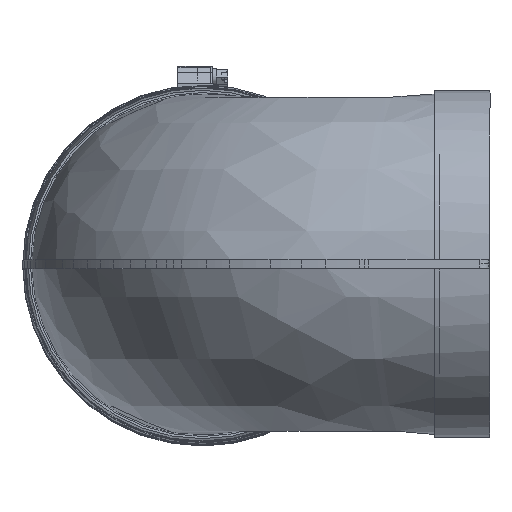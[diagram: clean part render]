
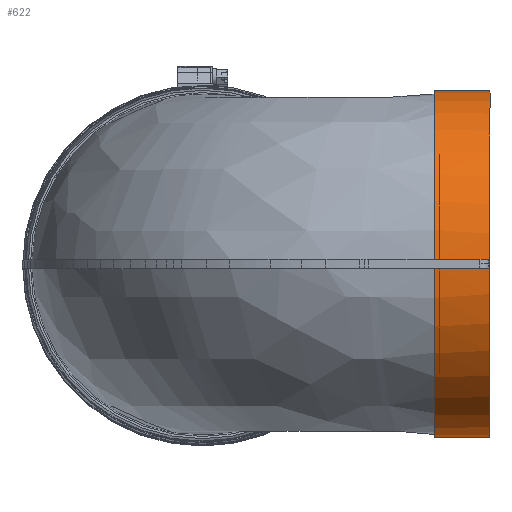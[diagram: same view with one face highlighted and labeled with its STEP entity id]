
A CAD part, top view. The second image highlights one B-rep face of the part: STEP entity #622.
In plain terms, the highlighted cylindrical face has radius 78.5 mm (diameter 157 mm), a partial arc.
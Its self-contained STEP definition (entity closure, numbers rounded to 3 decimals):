
#622=ADVANCED_FACE('',(#1104),#1105,.T.);
#1104=FACE_OUTER_BOUND('',#1933,.T.);
#1105=CYLINDRICAL_SURFACE('',#1934,78.5);
#1933=EDGE_LOOP('',(#11076,#11077,#11078,#11079,#11080,#11081,#11082,#11083,#11084,#11085));
#1934=AXIS2_PLACEMENT_3D('',#11086,#11087,#11088);
#11076=ORIENTED_EDGE('',*,*,#14082,.F.);
#11077=ORIENTED_EDGE('',*,*,#14083,.T.);
#11078=ORIENTED_EDGE('',*,*,#14084,.T.);
#11079=ORIENTED_EDGE('',*,*,#14085,.F.);
#11080=ORIENTED_EDGE('',*,*,#14086,.F.);
#11081=ORIENTED_EDGE('',*,*,#14087,.F.);
#11082=ORIENTED_EDGE('',*,*,#14088,.F.);
#11083=ORIENTED_EDGE('',*,*,#14089,.T.);
#11084=ORIENTED_EDGE('',*,*,#14090,.T.);
#11085=ORIENTED_EDGE('',*,*,#14091,.T.);
#11086=CARTESIAN_POINT('',(130.0,0.,83.432));
#11087=DIRECTION('',(1.0,0.0,-0.0));
#11088=DIRECTION('',(0.0,-1.0,0.0));
#14082=EDGE_CURVE('',#15041,#15042,#15043,.T.);
#14083=EDGE_CURVE('',#15041,#15044,#15045,.T.);
#14084=EDGE_CURVE('',#15044,#15046,#15047,.T.);
#14085=EDGE_CURVE('',#15048,#15046,#15049,.T.);
#14086=EDGE_CURVE('',#15050,#15048,#15051,.T.);
#14087=EDGE_CURVE('',#15052,#15050,#15053,.T.);
#14088=EDGE_CURVE('',#15054,#15052,#15055,.T.);
#14089=EDGE_CURVE('',#15054,#15056,#15057,.T.);
#14090=EDGE_CURVE('',#15056,#15058,#15059,.T.);
#14091=EDGE_CURVE('',#15058,#15042,#15060,.T.);
#15041=VERTEX_POINT('',#16552);
#15042=VERTEX_POINT('',#16553);
#15043=LINE('',#16554,#16555);
#15044=VERTEX_POINT('',#16556);
#15045=CIRCLE('',#16557,78.5);
#15046=VERTEX_POINT('',#16558);
#15047=CIRCLE('',#16559,78.5);
#15048=VERTEX_POINT('',#16560);
#15049=LINE('',#16561,#16562);
#15050=VERTEX_POINT('',#16563);
#15051=CIRCLE('',#16564,78.5);
#15052=VERTEX_POINT('',#16565);
#15053=LINE('',#16566,#16567);
#15054=VERTEX_POINT('',#16568);
#15055=CIRCLE('',#16569,78.5);
#15056=VERTEX_POINT('',#16570);
#15057=CIRCLE('',#16571,78.5);
#15058=VERTEX_POINT('',#16572);
#15059=LINE('',#16573,#16574);
#15060=CIRCLE('',#16575,78.5);
#16552=CARTESIAN_POINT('',(130.0,-78.5,83.432));
#16553=CARTESIAN_POINT('',(105.0,-78.5,83.432));
#16554=CARTESIAN_POINT('',(130.0,-78.5,83.432));
#16555=VECTOR('',#20068,1.0);
#16556=CARTESIAN_POINT('',(130.0,0.,161.932));
#16557=AXIS2_PLACEMENT_3D('',#20069,#20070,#20071);
#16558=CARTESIAN_POINT('',(130.0,78.5,83.432));
#16559=AXIS2_PLACEMENT_3D('',#20072,#20073,#20074);
#16560=CARTESIAN_POINT('',(105.0,78.5,83.432));
#16561=CARTESIAN_POINT('',(130.0,78.5,83.432));
#16562=VECTOR('',#20075,1.0);
#16563=CARTESIAN_POINT('',(105.0,2.,161.906));
#16564=AXIS2_PLACEMENT_3D('',#20076,#20077,#20078);
#16565=CARTESIAN_POINT('',(129.5,2.,161.906));
#16566=CARTESIAN_POINT('',(117.25,2.,161.906));
#16567=VECTOR('',#20079,1.0);
#16568=CARTESIAN_POINT('',(129.5,0.,161.932));
#16569=AXIS2_PLACEMENT_3D('',#20080,#20081,#20082);
#16570=CARTESIAN_POINT('',(129.5,-2.,161.906));
#16571=AXIS2_PLACEMENT_3D('',#20083,#20084,#20085);
#16572=CARTESIAN_POINT('',(105.0,-2.,161.906));
#16573=CARTESIAN_POINT('',(117.25,-2.,161.906));
#16574=VECTOR('',#20086,1.0);
#16575=AXIS2_PLACEMENT_3D('',#20087,#20088,#20089);
#20068=DIRECTION('',(-1.0,-0.0,0.0));
#20069=CARTESIAN_POINT('',(130.0,0.,83.432));
#20070=DIRECTION('',(-1.0,0.,0.));
#20071=DIRECTION('',(0.,-1.0,0.));
#20072=CARTESIAN_POINT('',(130.0,0.,83.432));
#20073=DIRECTION('',(-1.0,0.,0.));
#20074=DIRECTION('',(0.,-1.0,0.));
#20075=DIRECTION('',(1.0,-0.0,0.0));
#20076=CARTESIAN_POINT('',(105.0,0.,83.432));
#20077=DIRECTION('',(-1.0,-0.0,0.0));
#20078=DIRECTION('',(0.0,-1.0,0.0));
#20079=DIRECTION('',(-1.0,0.0,0.0));
#20080=CARTESIAN_POINT('',(129.5,0.,83.432));
#20081=DIRECTION('',(-1.0,-0.0,0.0));
#20082=DIRECTION('',(0.0,-1.0,0.0));
#20083=CARTESIAN_POINT('',(129.5,0.,83.432));
#20084=DIRECTION('',(1.0,0.,0.0));
#20085=DIRECTION('',(0.,1.0,0.0));
#20086=DIRECTION('',(-1.0,0.,0.0));
#20087=CARTESIAN_POINT('',(105.0,0.,83.432));
#20088=DIRECTION('',(1.0,0.,0.0));
#20089=DIRECTION('',(0.,1.0,0.0));
